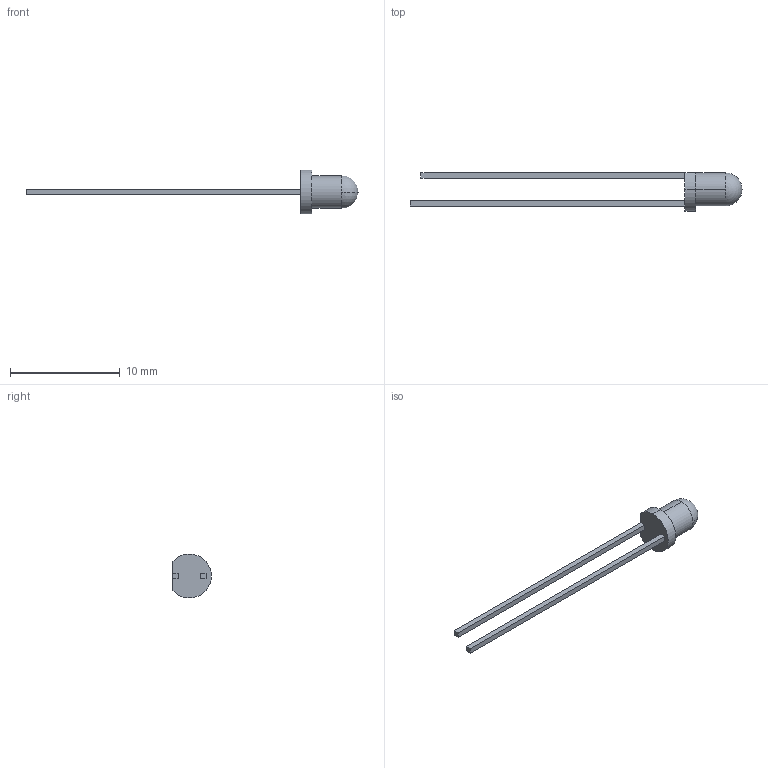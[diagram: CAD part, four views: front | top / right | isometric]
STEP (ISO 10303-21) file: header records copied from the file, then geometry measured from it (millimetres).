
FILE_DESCRIPTION (( 'STEP AP214' ), '1' );
FILE_NAME ('User Library-LG2040.STEP', '2012-06-03T07:21:40', ( 'sysAdmin' ), ( 'SolidWorks' ), 'SwSTEP 2.0', 'SolidWorks 2012', '' );
FILE_SCHEMA (( 'AUTOMOTIVE_DESIGN' ));
Length unit declared in the file: millimetre
Products named in the file (1): User Library-LG2040
Bounding box: 30.2 x 3.52 x 4 mm (x, y, z)
Volume: 50.1 mm3; surface area: 167.3 mm2
Topology: 3 solids, 3 shells, 22 faces, 48 edges, 31 vertices
Faces by surface type: plane 15, cylinder 5, sphere 2
Entity records: 886 total; most frequent: DIRECTION 106, CARTESIAN_POINT 100, ORIENTED_EDGE 92, EDGE_CURVE 46, AXIS2_PLACEMENT_3D 37, VECTOR 32, LINE 32, VERTEX_POINT 31
